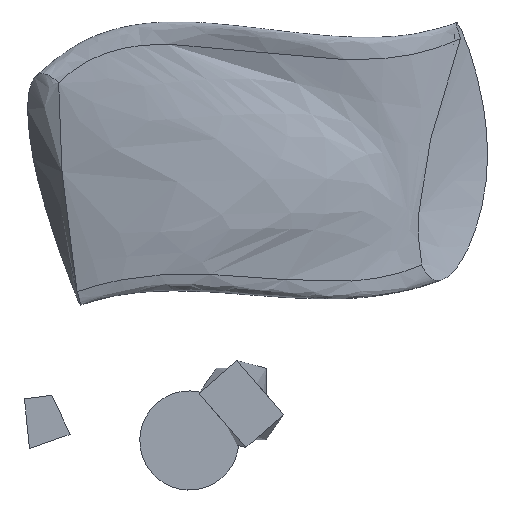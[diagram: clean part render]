
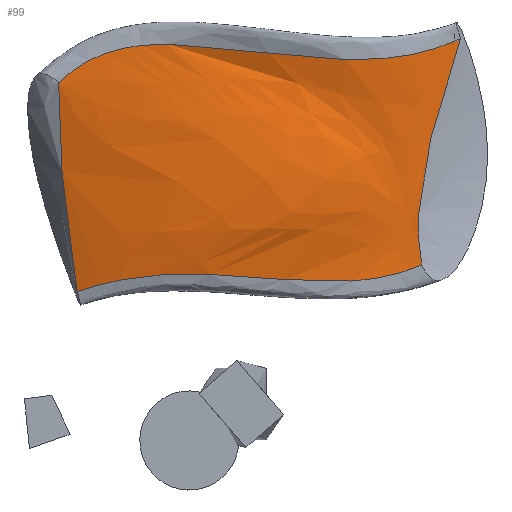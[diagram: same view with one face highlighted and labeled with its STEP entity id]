
A CAD part, top view. The second image highlights one B-rep face of the part: STEP entity #99.
In plain terms, the highlighted free-form (B-spline) face has degree [3, 3] with [5, 5] control points.
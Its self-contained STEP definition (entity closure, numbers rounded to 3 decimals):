
#99=ADVANCED_FACE('',(#113),#259,.T.);
#113=FACE_OUTER_BOUND('',#127,.T.);
#127=EDGE_LOOP('',(#141,#142,#143,#144));
#141=ORIENTED_EDGE('',*,*,#190,.F.);
#142=ORIENTED_EDGE('',*,*,#189,.F.);
#143=ORIENTED_EDGE('',*,*,#188,.F.);
#144=ORIENTED_EDGE('',*,*,#187,.F.);
#187=EDGE_CURVE('',#241,#242,#212,.T.);
#188=EDGE_CURVE('',#242,#243,#213,.T.);
#189=EDGE_CURVE('',#243,#244,#214,.T.);
#190=EDGE_CURVE('',#244,#241,#215,.T.);
#212=B_SPLINE_CURVE_WITH_KNOTS('',3,(#388,#389,#390,#391,#392),
 .UNSPECIFIED.,.F.,.F.,(4,1,4),(0.,101.224,207.116),
 .UNSPECIFIED.);
#213=B_SPLINE_CURVE_WITH_KNOTS('',3,(#393,#394,#395,#396,#397),
 .UNSPECIFIED.,.F.,.F.,(4,1,4),(0.,123.922,247.844),
 .UNSPECIFIED.);
#214=B_SPLINE_CURVE_WITH_KNOTS('',3,(#398,#399,#400,#401,#402),
 .UNSPECIFIED.,.F.,.F.,(4,1,4),(-207.116,-101.224,0.),
 .UNSPECIFIED.);
#215=B_SPLINE_CURVE_WITH_KNOTS('',3,(#403,#404,#405,#406,#407),
 .UNSPECIFIED.,.F.,.F.,(4,1,4),(-247.844,-123.922,0.),
 .UNSPECIFIED.);
#241=VERTEX_POINT('',#384);
#242=VERTEX_POINT('',#385);
#243=VERTEX_POINT('',#386);
#244=VERTEX_POINT('',#387);
#259=B_SPLINE_SURFACE_WITH_KNOTS('',3,3,((#310,#311,#312,#313,#314),(#315,
#316,#317,#318,#319),(#320,#321,#322,#323,#324),(#325,#326,#327,#328,#329),
(#330,#331,#332,#333,#334)),.UNSPECIFIED.,.F.,.F.,.F.,(4,1,4),(4,1,4),(0.,
123.922,247.844),(0.,101.224,207.116),
 .UNSPECIFIED.);
#310=CARTESIAN_POINT('',(-44.497,60.147,0.));
#311=CARTESIAN_POINT('',(-46.99,76.919,0.));
#312=CARTESIAN_POINT('',(-50.67,103.666,0.));
#313=CARTESIAN_POINT('',(-52.508,135.007,0.));
#314=CARTESIAN_POINT('',(-51.926,144.359,0.));
#315=CARTESIAN_POINT('',(-17.88,69.366,9.9));
#316=CARTESIAN_POINT('',(5.063,79.354,18.368));
#317=CARTESIAN_POINT('',(34.061,97.832,28.823));
#318=CARTESIAN_POINT('',(4.593,140.816,15.589));
#319=CARTESIAN_POINT('',(-33.179,163.385,0.));
#320=CARTESIAN_POINT('',(31.338,65.797,9.9));
#321=CARTESIAN_POINT('',(67.927,84.035,4.134));
#322=CARTESIAN_POINT('',(114.948,113.223,-3.325));
#323=CARTESIAN_POINT('',(75.338,148.313,2.433));
#324=CARTESIAN_POINT('',(20.262,159.188,10.773));
#325=CARTESIAN_POINT('',(74.311,61.931,0.));
#326=CARTESIAN_POINT('',(80.55,65.272,-1.083));
#327=CARTESIAN_POINT('',(89.162,74.695,-1.868));
#328=CARTESIAN_POINT('',(88.082,119.97,5.095));
#329=CARTESIAN_POINT('',(82.657,149.116,10.773));
#330=CARTESIAN_POINT('',(94.683,70.853,0.));
#331=CARTESIAN_POINT('',(93.144,80.255,0.));
#332=CARTESIAN_POINT('',(92.051,97.82,0.));
#333=CARTESIAN_POINT('',(102.148,139.894,0.));
#334=CARTESIAN_POINT('',(110.357,162.266,0.));
#384=CARTESIAN_POINT('',(-44.497,60.147,0.));
#385=CARTESIAN_POINT('',(-51.926,144.359,0.));
#386=CARTESIAN_POINT('',(110.357,162.266,0.));
#387=CARTESIAN_POINT('',(94.683,70.853,0.));
#388=CARTESIAN_POINT('',(-44.497,60.147,0.));
#389=CARTESIAN_POINT('',(-46.99,76.919,0.));
#390=CARTESIAN_POINT('',(-50.67,103.666,0.));
#391=CARTESIAN_POINT('',(-52.508,135.007,0.));
#392=CARTESIAN_POINT('',(-51.926,144.359,0.));
#393=CARTESIAN_POINT('',(-51.926,144.359,0.));
#394=CARTESIAN_POINT('',(-33.179,163.385,0.));
#395=CARTESIAN_POINT('',(20.262,159.188,10.773));
#396=CARTESIAN_POINT('',(82.657,149.116,10.773));
#397=CARTESIAN_POINT('',(110.357,162.266,0.));
#398=CARTESIAN_POINT('',(110.357,162.266,0.));
#399=CARTESIAN_POINT('',(102.148,139.894,0.));
#400=CARTESIAN_POINT('',(92.051,97.82,0.));
#401=CARTESIAN_POINT('',(93.144,80.255,0.));
#402=CARTESIAN_POINT('',(94.683,70.853,0.));
#403=CARTESIAN_POINT('',(94.683,70.853,0.));
#404=CARTESIAN_POINT('',(74.311,61.931,0.));
#405=CARTESIAN_POINT('',(31.338,65.797,9.9));
#406=CARTESIAN_POINT('',(-17.88,69.366,9.9));
#407=CARTESIAN_POINT('',(-44.497,60.147,0.));
